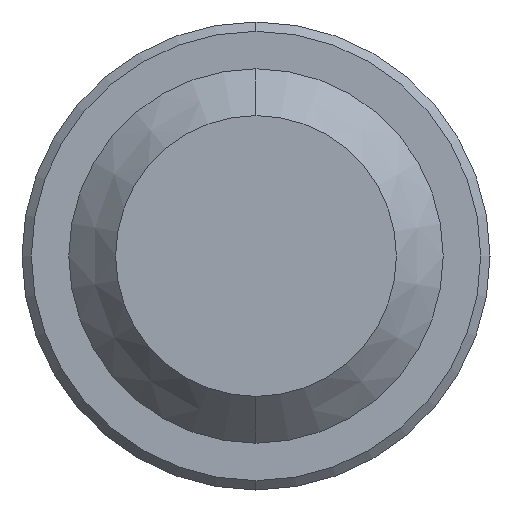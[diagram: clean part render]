
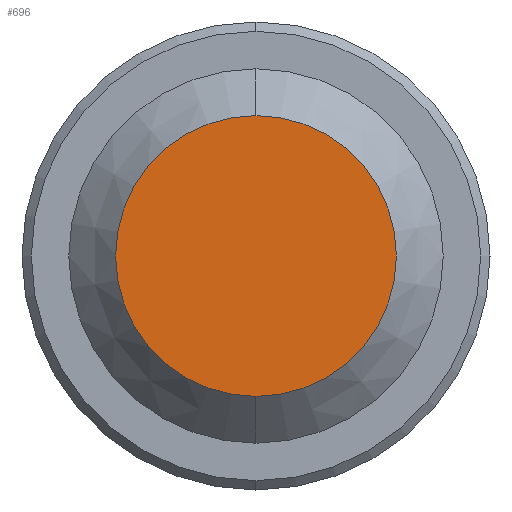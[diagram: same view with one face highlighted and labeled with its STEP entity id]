
A CAD part, left-side view. The second image highlights one B-rep face of the part: STEP entity #696.
In plain terms, the highlighted planar face has unit normal (-1, 0, 0).
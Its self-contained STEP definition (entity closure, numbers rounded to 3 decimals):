
#138 = CIRCLE ( 'NONE', #864, 1.5 ) ;
#139 = ORIENTED_EDGE ( 'NONE', *, *, #162, .T. ) ;
#162 = EDGE_CURVE ( 'NONE', #1007, #691, #138, .T. ) ;
#186 = DIRECTION ( 'NONE',  ( 0., 0., -1. ) ) ;
#193 = AXIS2_PLACEMENT_3D ( 'NONE', #891, #536, #186 ) ;
#265 = ORIENTED_EDGE ( 'NONE', *, *, #754, .T. ) ;
#277 = FACE_OUTER_BOUND ( 'NONE', #947, .T. ) ;
#307 = DIRECTION ( 'NONE',  ( 0., 0., 1. ) ) ;
#312 = DIRECTION ( 'NONE',  ( -1., 0., 0. ) ) ;
#389 = CARTESIAN_POINT ( 'NONE',  ( 0., 0., 0. ) ) ;
#460 = DIRECTION ( 'NONE',  ( 0., 0., 1. ) ) ;
#536 = DIRECTION ( 'NONE',  ( 1., 0., 0. ) ) ;
#538 = CARTESIAN_POINT ( 'NONE',  ( 0., 0., -1.5 ) ) ;
#556 = CARTESIAN_POINT ( 'NONE',  ( 0., 0., 0. ) ) ;
#691 = VERTEX_POINT ( 'NONE', #1062 ) ;
#696 = ADVANCED_FACE ( 'NONE', ( #277 ), #833, .F. ) ;
#715 = DIRECTION ( 'NONE',  ( -1., 0., 0. ) ) ;
#721 = AXIS2_PLACEMENT_3D ( 'NONE', #389, #312, #307 ) ;
#754 = EDGE_CURVE ( 'NONE', #691, #1007, #926, .T. ) ;
#833 = PLANE ( 'NONE',  #193 ) ;
#864 = AXIS2_PLACEMENT_3D ( 'NONE', #556, #715, #460 ) ;
#891 = CARTESIAN_POINT ( 'NONE',  ( 0., 1.5, 0. ) ) ;
#926 = CIRCLE ( 'NONE', #721, 1.5 ) ;
#947 = EDGE_LOOP ( 'NONE', ( #139, #265 ) ) ;
#1007 = VERTEX_POINT ( 'NONE', #538 ) ;
#1062 = CARTESIAN_POINT ( 'NONE',  ( 0., 0., 1.5 ) ) ;
